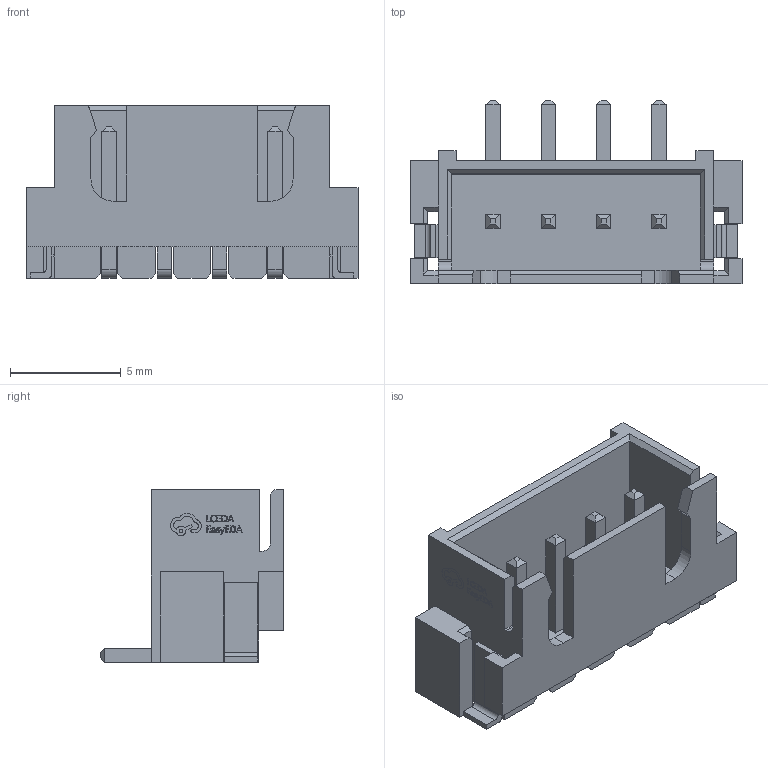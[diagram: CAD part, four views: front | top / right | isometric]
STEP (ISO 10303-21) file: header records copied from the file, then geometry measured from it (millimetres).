
FILE_DESCRIPTION (( 'STEP AP214' ), '1' );
FILE_NAME ('CONN-SMD_X8821WVS-04-9TSN.step', '2022-07-29T15:15:18', ( '' ), ( '' ), 'SwSTEP 2.0', 'SolidWorks 2020', '' );
FILE_SCHEMA (( 'AUTOMOTIVE_DESIGN' ));
Length unit declared in the file: millimetre
Products named in the file (1): CONN-SMD_X8821WVS-04-9TSN
Bounding box: 15 x 8.3 x 7.8 mm (x, y, z)
Volume: 255.9 mm3; surface area: 853.2 mm2
Topology: 14 solids, 14 shells, 503 faces, 1336 edges, 878 vertices
Faces by surface type: plane 373, bspline 114, cylinder 16
Entity records: 20784 total; most frequent: CARTESIAN_POINT 5080, ORIENTED_EDGE 2672, DIRECTION 1916, EDGE_CURVE 1336, LINE 1072, VECTOR 1072, VERTEX_POINT 878, EDGE_LOOP 532
